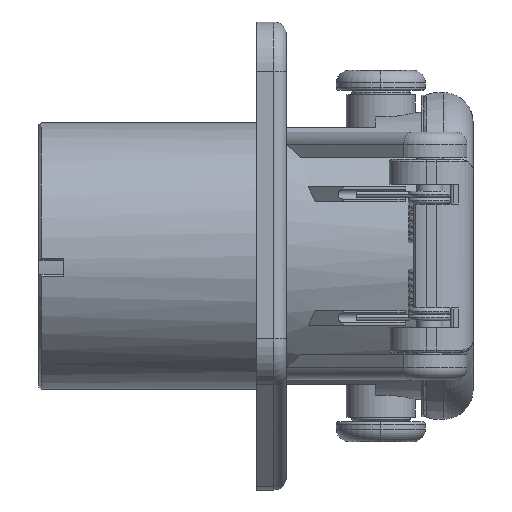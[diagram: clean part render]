
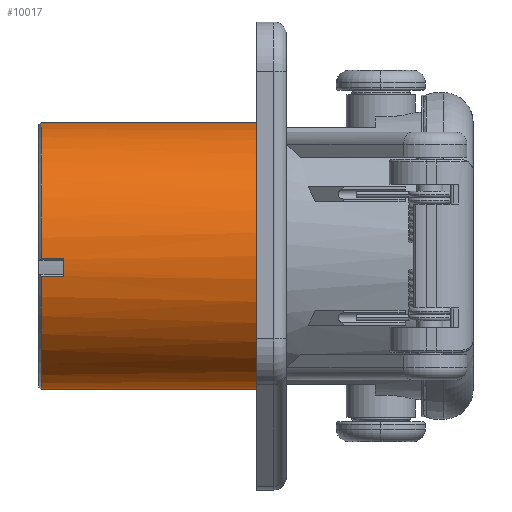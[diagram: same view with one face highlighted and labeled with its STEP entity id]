
A CAD part, front view. The second image highlights one B-rep face of the part: STEP entity #10017.
In plain terms, the highlighted cylindrical face has radius 27 mm (diameter 54 mm), a partial arc.
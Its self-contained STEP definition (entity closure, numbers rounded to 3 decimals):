
#48=CARTESIAN_POINT('',(0.5,0.,0.));
#49=DIRECTION('',(1.,0.,0.));
#50=DIRECTION('',(0.,0.,1.));
#51=AXIS2_PLACEMENT_3D('',#48,#49,#50);
#65=DIRECTION('',(1.,0.,0.));
#66=VECTOR('',#65,43.5);
#67=CARTESIAN_POINT('',(0.5,0.,27.));
#68=LINE('',#67,#66);
#69=DIRECTION('',(1.,0.,0.));
#70=VECTOR('',#69,43.5);
#71=CARTESIAN_POINT('',(0.5,0.,-27.));
#72=LINE('',#71,#70);
#73=DIRECTION('',(-1.,0.,0.));
#74=VECTOR('',#73,4.5);
#75=CARTESIAN_POINT('',(5.,-26.993,-0.605));
#76=LINE('',#75,#74);
#77=CARTESIAN_POINT('',(5.,0.,0.));
#78=DIRECTION('',(-1.,0.,0.));
#79=DIRECTION('',(0.,-0.988,-0.152));
#80=AXIS2_PLACEMENT_3D('',#77,#78,#79);
#99=DIRECTION('',(-1.,0.,0.));
#100=VECTOR('',#99,4.5);
#101=CARTESIAN_POINT('',(5.,-26.688,-4.092));
#102=LINE('',#101,#100);
#103=CARTESIAN_POINT('',(0.5,0.,0.));
#104=DIRECTION('',(1.,0.,0.));
#105=DIRECTION('',(0.,-0.988,-0.152));
#106=AXIS2_PLACEMENT_3D('',#103,#104,#105);
#282=CARTESIAN_POINT('',(44.,0.,0.));
#283=DIRECTION('',(1.,0.,0.));
#284=DIRECTION('',(0.,0.,1.));
#285=AXIS2_PLACEMENT_3D('',#282,#283,#284);
#8124=CARTESIAN_POINT('',(44.,0.,27.));
#8125=CARTESIAN_POINT('',(44.,0.,-27.));
#8126=VERTEX_POINT('',#8124);
#8127=VERTEX_POINT('',#8125);
#8798=CARTESIAN_POINT('',(5.,-26.688,-4.092));
#8799=CARTESIAN_POINT('',(5.,-26.993,-0.605));
#8800=VERTEX_POINT('',#8798);
#8801=VERTEX_POINT('',#8799);
#8834=CARTESIAN_POINT('',(0.5,0.,27.));
#8835=CARTESIAN_POINT('',(0.5,-26.993,-0.605));
#8836=VERTEX_POINT('',#8834);
#8837=VERTEX_POINT('',#8835);
#8846=CARTESIAN_POINT('',(0.5,-26.688,-4.092));
#8847=CARTESIAN_POINT('',(0.5,0.,-27.));
#8848=VERTEX_POINT('',#8846);
#8849=VERTEX_POINT('',#8847);
#9997=CARTESIAN_POINT('',(84.,0.,0.));
#9998=DIRECTION('',(-1.,0.,0.));
#9999=DIRECTION('',(0.,0.,-1.));
#10000=AXIS2_PLACEMENT_3D('',#9997,#9998,#9999);
#10001=CYLINDRICAL_SURFACE('',#10000,27.);
#10003=ORIENTED_EDGE('',*,*,#10002,.T.);
#10004=ORIENTED_EDGE('',*,*,#9987,.F.);
#10005=ORIENTED_EDGE('',*,*,#9930,.T.);
#10007=ORIENTED_EDGE('',*,*,#10006,.T.);
#10008=ORIENTED_EDGE('',*,*,#9926,.F.);
#10010=ORIENTED_EDGE('',*,*,#10009,.F.);
#10012=ORIENTED_EDGE('',*,*,#10011,.F.);
#10014=ORIENTED_EDGE('',*,*,#10013,.T.);
#10015=EDGE_LOOP('',(#10003,#10004,#10005,#10007,#10008,#10010,#10012,#10014));
#10016=FACE_OUTER_BOUND('',#10015,.F.);
#10017=ADVANCED_FACE('',(#10016),#10001,.T.);
#52=CIRCLE('',#51,27.);
#81=CIRCLE('',#80,27.);
#107=CIRCLE('',#106,27.);
#286=CIRCLE('',#285,27.);
#9926=EDGE_CURVE('',#8849,#8127,#72,.T.);
#9930=EDGE_CURVE('',#8836,#8126,#68,.T.);
#9987=EDGE_CURVE('',#8836,#8837,#52,.T.);
#10002=EDGE_CURVE('',#8801,#8837,#76,.T.);
#10006=EDGE_CURVE('',#8126,#8127,#286,.T.);
#10009=EDGE_CURVE('',#8848,#8849,#107,.T.);
#10011=EDGE_CURVE('',#8800,#8848,#102,.T.);
#10013=EDGE_CURVE('',#8800,#8801,#81,.T.);
